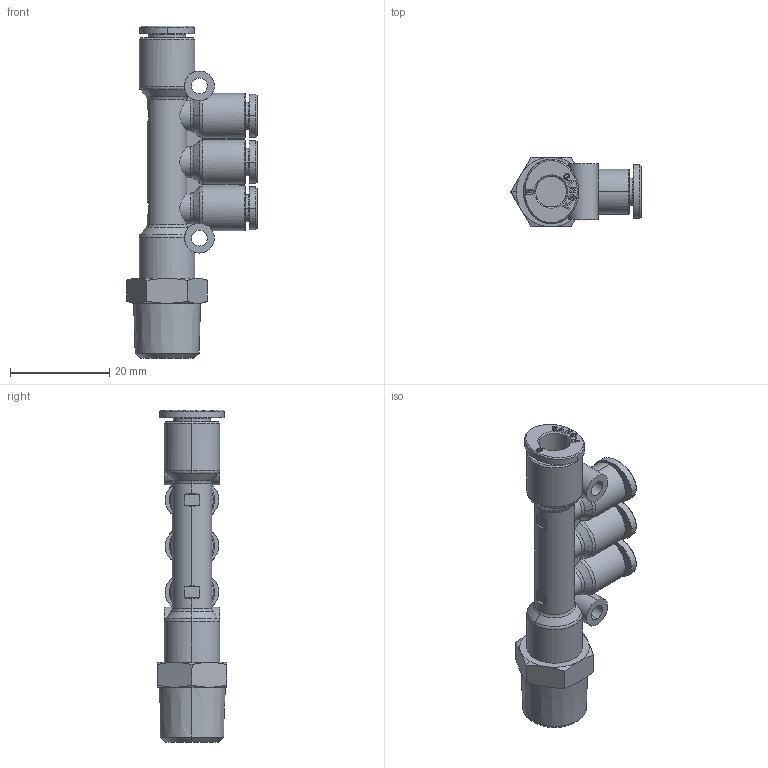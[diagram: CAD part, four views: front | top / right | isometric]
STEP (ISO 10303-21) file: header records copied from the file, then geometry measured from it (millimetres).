
FILE_DESCRIPTION (( 'STEP AP214' ), '1' );
FILE_NAME ('PKD06-04-02.stp', '2015-09-16T10:14:05', ( '' ), ( '' ), 'SwSTEP 2.0', 'SolidWorks 2015', '' );
FILE_SCHEMA (( 'AUTOMOTIVE_DESIGN' ));
Length unit declared in the file: millimetre
Products named in the file (2): PKD06-04-02; ｦ+ﾃｦ2
Assembly tree (1 placements, depth 2):
  PKD06-04-02
    ｦ+ﾃｦ2
Bounding box: 26.18 x 14 x 66.75 mm (x, y, z)
Volume: 6992.5 mm3; surface area: 5927.1 mm2
Topology: 1 solids, 1 shells, 1462 faces, 4144 edges, 2751 vertices
Faces by surface type: plane 1188, bspline 132, cylinder 79, cone 53, torus 10
Entity records: 52018 total; most frequent: CARTESIAN_POINT 13886, ORIENTED_EDGE 8288, DIRECTION 6657, EDGE_CURVE 4144, LINE 3491, VECTOR 3491, VERTEX_POINT 2751, AXIS2_PLACEMENT_3D 1583
